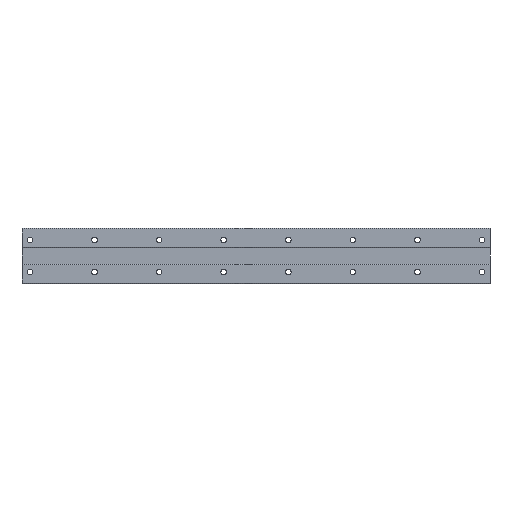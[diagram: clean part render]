
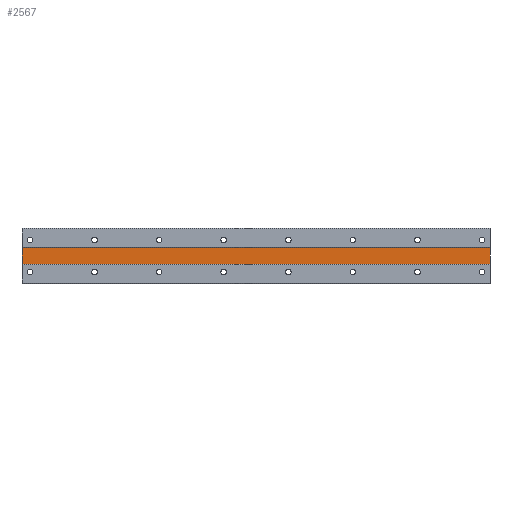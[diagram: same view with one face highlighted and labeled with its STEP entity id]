
A CAD part, front view. The second image highlights one B-rep face of the part: STEP entity #2567.
In plain terms, the highlighted planar face has unit normal (0, -1, 0).
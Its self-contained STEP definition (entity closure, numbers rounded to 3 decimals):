
#24 = VERTEX_POINT ( 'NONE', #2593 ) ;
#63 = CARTESIAN_POINT ( 'NONE',  ( -10., 1., 34.482 ) ) ;
#258 = EDGE_CURVE ( 'NONE', #1788, #24, #2784, .T. ) ;
#652 = CARTESIAN_POINT ( 'NONE',  ( 570., 1., -10. ) ) ;
#724 = LINE ( 'NONE', #652, #790 ) ;
#774 = AXIS2_PLACEMENT_3D ( 'NONE', #1886, #3528, #1104 ) ;
#790 = VECTOR ( 'NONE', #1738, 1000. ) ;
#834 = VERTEX_POINT ( 'NONE', #2891 ) ;
#865 = ORIENTED_EDGE ( 'NONE', *, *, #258, .T. ) ;
#890 = EDGE_CURVE ( 'NONE', #1139, #834, #3029, .T. ) ;
#971 = VECTOR ( 'NONE', #2676, 1000. ) ;
#1104 = DIRECTION ( 'NONE',  ( 0., 0., 1. ) ) ;
#1139 = VERTEX_POINT ( 'NONE', #1183 ) ;
#1183 = CARTESIAN_POINT ( 'NONE',  ( 570., 1., 10. ) ) ;
#1365 = ORIENTED_EDGE ( 'NONE', *, *, #1646, .T. ) ;
#1430 = VECTOR ( 'NONE', #3313, 1000. ) ;
#1624 = CARTESIAN_POINT ( 'NONE',  ( 570., 1., 34.482 ) ) ;
#1646 = EDGE_CURVE ( 'NONE', #24, #834, #724, .T. ) ;
#1738 = DIRECTION ( 'NONE',  ( 1., 0., 0. ) ) ;
#1788 = VERTEX_POINT ( 'NONE', #2984 ) ;
#1886 = CARTESIAN_POINT ( 'NONE',  ( 570., 1., 10. ) ) ;
#2054 = EDGE_CURVE ( 'NONE', #1788, #1139, #2407, .T. ) ;
#2386 = CARTESIAN_POINT ( 'NONE',  ( 570., 1., 10. ) ) ;
#2403 = FACE_OUTER_BOUND ( 'NONE', #3117, .T. ) ;
#2407 = LINE ( 'NONE', #2386, #971 ) ;
#2567 = ADVANCED_FACE ( 'NONE', ( #2403 ), #2724, .F. ) ;
#2593 = CARTESIAN_POINT ( 'NONE',  ( -10., 1., -10. ) ) ;
#2676 = DIRECTION ( 'NONE',  ( 1., 0., 0. ) ) ;
#2724 = PLANE ( 'NONE',  #774 ) ;
#2784 = LINE ( 'NONE', #63, #1430 ) ;
#2891 = CARTESIAN_POINT ( 'NONE',  ( 570., 1., -10. ) ) ;
#2984 = CARTESIAN_POINT ( 'NONE',  ( -10., 1., 10. ) ) ;
#3029 = LINE ( 'NONE', #1624, #3268 ) ;
#3117 = EDGE_LOOP ( 'NONE', ( #1365, #3474, #3248, #865 ) ) ;
#3248 = ORIENTED_EDGE ( 'NONE', *, *, #2054, .F. ) ;
#3268 = VECTOR ( 'NONE', #3552, 1000. ) ;
#3313 = DIRECTION ( 'NONE',  ( 0., 0., -1. ) ) ;
#3474 = ORIENTED_EDGE ( 'NONE', *, *, #890, .F. ) ;
#3528 = DIRECTION ( 'NONE',  ( 0., 1., 0. ) ) ;
#3552 = DIRECTION ( 'NONE',  ( 0., 0., -1. ) ) ;
